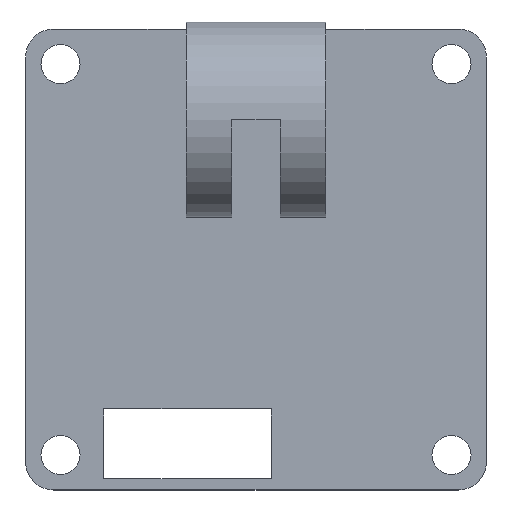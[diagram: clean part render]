
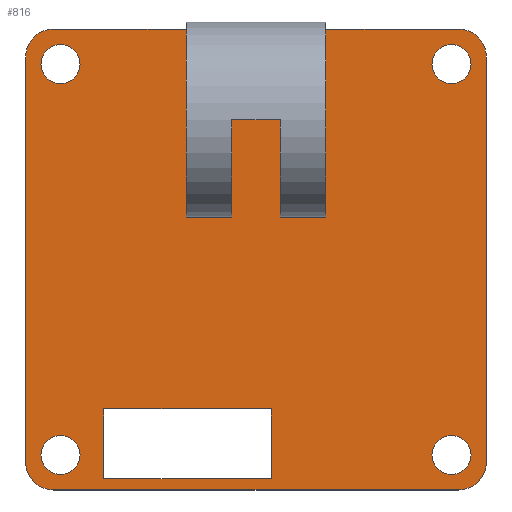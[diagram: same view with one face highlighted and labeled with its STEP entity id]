
A CAD part, top view. The second image highlights one B-rep face of the part: STEP entity #816.
In plain terms, the highlighted planar face has unit normal (0, 0, 1).
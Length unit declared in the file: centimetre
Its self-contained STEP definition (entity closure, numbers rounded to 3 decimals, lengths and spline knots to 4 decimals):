
#122=CIRCLE('',#860,0.14);
#123=CIRCLE('',#861,0.14);
#124=CIRCLE('',#862,0.14);
#125=CIRCLE('',#863,0.14);
#126=CIRCLE('',#864,0.2);
#127=CIRCLE('',#865,0.2);
#128=CIRCLE('',#866,0.2);
#129=CIRCLE('',#867,0.2);
#150=VERTEX_POINT('',#1108);
#152=VERTEX_POINT('',#1111);
#157=VERTEX_POINT('',#1122);
#161=VERTEX_POINT('',#1131);
#162=VERTEX_POINT('',#1137);
#163=VERTEX_POINT('',#1139);
#164=VERTEX_POINT('',#1141);
#165=VERTEX_POINT('',#1143);
#166=VERTEX_POINT('',#1145);
#167=VERTEX_POINT('',#1146);
#168=VERTEX_POINT('',#1148);
#169=VERTEX_POINT('',#1150);
#170=VERTEX_POINT('',#1153);
#171=VERTEX_POINT('',#1154);
#172=VERTEX_POINT('',#1156);
#173=VERTEX_POINT('',#1158);
#174=VERTEX_POINT('',#1160);
#175=VERTEX_POINT('',#1162);
#176=VERTEX_POINT('',#1164);
#177=VERTEX_POINT('',#1166);
#178=VERTEX_POINT('',#1168);
#179=VERTEX_POINT('',#1170);
#180=VERTEX_POINT('',#1172);
#181=VERTEX_POINT('',#1173);
#227=VECTOR('',#923,1.);
#230=VECTOR('',#931,1.);
#235=VECTOR('',#941,1.);
#236=VECTOR('',#951,1.);
#237=VECTOR('',#952,1.);
#238=VECTOR('',#953,1.);
#239=VECTOR('',#954,1.);
#240=VECTOR('',#955,1.);
#241=VECTOR('',#956,1.);
#242=VECTOR('',#957,1.);
#243=VECTOR('',#960,1.);
#244=VECTOR('',#963,1.);
#245=VECTOR('',#966,1.);
#246=VECTOR('',#969,1.);
#297=LINE('',#1110,#227);
#300=LINE('',#1121,#230);
#305=LINE('',#1134,#235);
#306=LINE('',#1144,#236);
#307=LINE('',#1147,#237);
#308=LINE('',#1149,#238);
#309=LINE('',#1151,#239);
#310=LINE('',#1152,#240);
#311=LINE('',#1155,#241);
#312=LINE('',#1157,#242);
#313=LINE('',#1161,#243);
#314=LINE('',#1165,#244);
#315=LINE('',#1169,#245);
#316=LINE('',#1174,#246);
#367=EDGE_CURVE('',#152,#150,#297,.T.);
#373=EDGE_CURVE('',#157,#152,#300,.T.);
#381=EDGE_CURVE('',#161,#157,#305,.T.);
#382=EDGE_CURVE('',#162,#162,#122,.T.);
#383=EDGE_CURVE('',#163,#163,#123,.T.);
#384=EDGE_CURVE('',#164,#164,#124,.T.);
#385=EDGE_CURVE('',#165,#165,#125,.T.);
#386=EDGE_CURVE('',#166,#167,#306,.T.);
#387=EDGE_CURVE('',#167,#168,#307,.T.);
#388=EDGE_CURVE('',#168,#169,#308,.T.);
#389=EDGE_CURVE('',#169,#166,#309,.T.);
#390=EDGE_CURVE('',#170,#161,#310,.T.);
#391=EDGE_CURVE('',#150,#171,#310,.T.);
#392=EDGE_CURVE('',#171,#172,#311,.T.);
#393=EDGE_CURVE('',#173,#172,#312,.T.);
#394=EDGE_CURVE('',#174,#173,#126,.T.);
#395=EDGE_CURVE('',#175,#174,#313,.T.);
#396=EDGE_CURVE('',#176,#175,#127,.T.);
#397=EDGE_CURVE('',#177,#176,#314,.T.);
#398=EDGE_CURVE('',#178,#177,#128,.T.);
#399=EDGE_CURVE('',#179,#178,#315,.T.);
#400=EDGE_CURVE('',#180,#179,#129,.T.);
#401=EDGE_CURVE('',#181,#180,#312,.T.);
#402=EDGE_CURVE('',#181,#170,#316,.T.);
#496=ORIENTED_EDGE('',*,*,#382,.T.);
#497=ORIENTED_EDGE('',*,*,#383,.T.);
#498=ORIENTED_EDGE('',*,*,#384,.T.);
#499=ORIENTED_EDGE('',*,*,#385,.T.);
#500=ORIENTED_EDGE('',*,*,#386,.T.);
#501=ORIENTED_EDGE('',*,*,#387,.T.);
#502=ORIENTED_EDGE('',*,*,#388,.T.);
#503=ORIENTED_EDGE('',*,*,#389,.T.);
#504=ORIENTED_EDGE('',*,*,#390,.T.);
#505=ORIENTED_EDGE('',*,*,#381,.T.);
#506=ORIENTED_EDGE('',*,*,#373,.T.);
#507=ORIENTED_EDGE('',*,*,#367,.T.);
#508=ORIENTED_EDGE('',*,*,#391,.T.);
#509=ORIENTED_EDGE('',*,*,#392,.T.);
#510=ORIENTED_EDGE('',*,*,#393,.F.);
#511=ORIENTED_EDGE('',*,*,#394,.F.);
#512=ORIENTED_EDGE('',*,*,#395,.F.);
#513=ORIENTED_EDGE('',*,*,#396,.F.);
#514=ORIENTED_EDGE('',*,*,#397,.F.);
#515=ORIENTED_EDGE('',*,*,#398,.F.);
#516=ORIENTED_EDGE('',*,*,#399,.F.);
#517=ORIENTED_EDGE('',*,*,#400,.F.);
#518=ORIENTED_EDGE('',*,*,#401,.F.);
#519=ORIENTED_EDGE('',*,*,#402,.T.);
#700=EDGE_LOOP('',(#496));
#701=EDGE_LOOP('',(#497));
#702=EDGE_LOOP('',(#498));
#703=EDGE_LOOP('',(#499));
#704=EDGE_LOOP('',(#500,#501,#502,#503));
#705=EDGE_LOOP('',(#504,#505,#506,#507,#508,#509,#510,#511,#512,#513,#514,
#515,#516,#517,#518,#519));
#758=FACE_BOUND('',#700,.T.);
#759=FACE_BOUND('',#701,.T.);
#760=FACE_BOUND('',#702,.T.);
#761=FACE_BOUND('',#703,.T.);
#762=FACE_BOUND('',#704,.T.);
#763=FACE_BOUND('',#705,.T.);
#816=ADVANCED_FACE('',(#758,#759,#760,#761,#762,#763),#1324,.T.);
#859=AXIS2_PLACEMENT_3D('',#1135,#942,$);
#860=AXIS2_PLACEMENT_3D('',#1136,#943,#944);
#861=AXIS2_PLACEMENT_3D('',#1138,#945,#946);
#862=AXIS2_PLACEMENT_3D('',#1140,#947,#948);
#863=AXIS2_PLACEMENT_3D('',#1142,#949,#950);
#864=AXIS2_PLACEMENT_3D('',#1159,#958,#959);
#865=AXIS2_PLACEMENT_3D('',#1163,#961,#962);
#866=AXIS2_PLACEMENT_3D('',#1167,#964,#965);
#867=AXIS2_PLACEMENT_3D('',#1171,#967,#968);
#923=DIRECTION('',(0.,-1.,0.));
#931=DIRECTION('',(-1.,0.,0.));
#941=DIRECTION('',(0.,1.,0.));
#942=DIRECTION('',(0.,0.,1.));
#943=DIRECTION('',(0.,0.,-1.));
#944=DIRECTION('',(0.14,0.,0.));
#945=DIRECTION('',(0.,0.,-1.));
#946=DIRECTION('',(0.,0.14,0.));
#947=DIRECTION('',(0.,0.,-1.));
#948=DIRECTION('',(-0.14,0.,0.));
#949=DIRECTION('',(0.,0.,-1.));
#950=DIRECTION('',(0.,-0.14,0.));
#951=DIRECTION('',(1.,0.,0.));
#952=DIRECTION('',(0.,-1.,0.));
#953=DIRECTION('',(-1.,0.,0.));
#954=DIRECTION('',(0.,1.,0.));
#955=DIRECTION('',(-1.,0.,0.));
#956=DIRECTION('',(0.,1.,0.));
#957=DIRECTION('',(1.,0.,0.));
#958=DIRECTION('',(0.,0.,-1.));
#959=DIRECTION('',(-0.141,0.141,0.));
#960=DIRECTION('',(0.,1.,0.));
#961=DIRECTION('',(0.,0.,-1.));
#962=DIRECTION('',(-0.141,-0.141,0.));
#963=DIRECTION('',(-1.,0.,0.));
#964=DIRECTION('',(0.,0.,-1.));
#965=DIRECTION('',(0.141,-0.141,0.));
#966=DIRECTION('',(0.,-1.,0.));
#967=DIRECTION('',(0.,0.,-1.));
#968=DIRECTION('',(0.141,0.141,0.));
#969=DIRECTION('',(0.,-1.,0.));
#1108=CARTESIAN_POINT('',(-0.175,0.3,0.4));
#1110=CARTESIAN_POINT('',(-0.175,1.,0.4));
#1111=CARTESIAN_POINT('',(-0.175,1.,0.4));
#1121=CARTESIAN_POINT('',(0.175,1.,0.4));
#1122=CARTESIAN_POINT('',(0.175,1.,0.4));
#1131=CARTESIAN_POINT('',(0.175,0.3,0.4));
#1134=CARTESIAN_POINT('',(0.175,-1.,0.4));
#1135=CARTESIAN_POINT('',(0.,0.,0.4));
#1136=CARTESIAN_POINT('',(-1.4,1.4,0.4));
#1137=CARTESIAN_POINT('',(-1.54,1.4,0.4));
#1138=CARTESIAN_POINT('',(-1.4,-1.4,0.4));
#1139=CARTESIAN_POINT('',(-1.4,-1.54,0.4));
#1140=CARTESIAN_POINT('',(1.4,-1.4,0.4));
#1141=CARTESIAN_POINT('',(1.54,-1.4,0.4));
#1142=CARTESIAN_POINT('',(1.4,1.4,0.4));
#1143=CARTESIAN_POINT('',(1.4,1.54,0.4));
#1144=CARTESIAN_POINT('',(-0.245,-1.07,0.4));
#1145=CARTESIAN_POINT('',(-1.09,-1.07,0.4));
#1146=CARTESIAN_POINT('',(0.11,-1.07,0.4));
#1147=CARTESIAN_POINT('',(0.11,-0.66,0.4));
#1148=CARTESIAN_POINT('',(0.11,-1.57,0.4));
#1149=CARTESIAN_POINT('',(-0.245,-1.57,0.4));
#1150=CARTESIAN_POINT('',(-1.09,-1.57,0.4));
#1151=CARTESIAN_POINT('',(-1.09,-0.66,0.4));
#1152=CARTESIAN_POINT('',(-0.25,0.3,0.4));
#1153=CARTESIAN_POINT('',(0.5,0.3,0.4));
#1154=CARTESIAN_POINT('',(-0.5,0.3,0.4));
#1155=CARTESIAN_POINT('',(-0.5,0.5,0.4));
#1156=CARTESIAN_POINT('',(-0.5,1.65,0.4));
#1157=CARTESIAN_POINT('',(1.65,1.65,0.4));
#1158=CARTESIAN_POINT('',(-1.45,1.65,0.4));
#1159=CARTESIAN_POINT('',(-1.45,1.45,0.4));
#1160=CARTESIAN_POINT('',(-1.65,1.45,0.4));
#1161=CARTESIAN_POINT('',(-1.65,1.65,0.4));
#1162=CARTESIAN_POINT('',(-1.65,-1.45,0.4));
#1163=CARTESIAN_POINT('',(-1.45,-1.45,0.4));
#1164=CARTESIAN_POINT('',(-1.45,-1.65,0.4));
#1165=CARTESIAN_POINT('',(-1.65,-1.65,0.4));
#1166=CARTESIAN_POINT('',(1.45,-1.65,0.4));
#1167=CARTESIAN_POINT('',(1.45,-1.45,0.4));
#1168=CARTESIAN_POINT('',(1.65,-1.45,0.4));
#1169=CARTESIAN_POINT('',(1.65,-1.65,0.4));
#1170=CARTESIAN_POINT('',(1.65,1.45,0.4));
#1171=CARTESIAN_POINT('',(1.45,1.45,0.4));
#1172=CARTESIAN_POINT('',(1.45,1.65,0.4));
#1173=CARTESIAN_POINT('',(0.5,1.65,0.4));
#1174=CARTESIAN_POINT('',(0.5,0.5,0.4));
#1324=PLANE('',#859);
